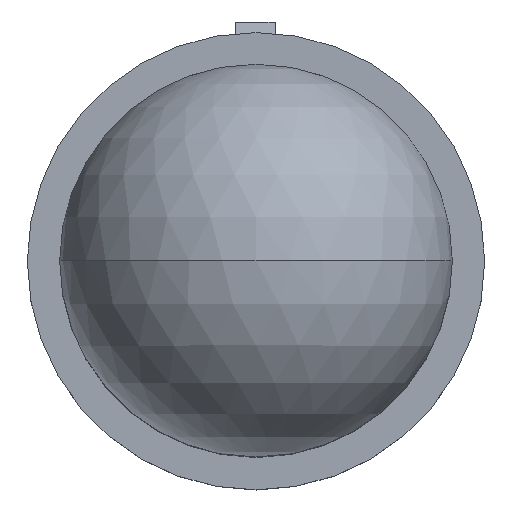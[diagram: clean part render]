
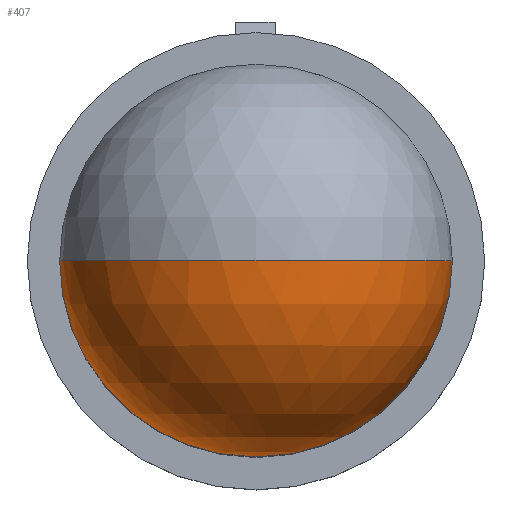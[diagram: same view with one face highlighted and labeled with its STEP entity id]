
A CAD part, top view. The second image highlights one B-rep face of the part: STEP entity #407.
In plain terms, the highlighted spherical face has radius 2.49 mm.
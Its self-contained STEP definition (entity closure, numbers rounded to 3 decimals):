
#1 = ORIENTED_EDGE ( 'NONE', *, *, #314, .T. ) ;
#296 = VERTEX_POINT ( 'NONE', #853 ) ;
#297 = VERTEX_POINT ( 'NONE', #852 ) ;
#299 = EDGE_CURVE ( 'NONE', #296, #300, #851, .T. ) ;
#300 = VERTEX_POINT ( 'NONE', #846 ) ;
#314 = EDGE_CURVE ( 'NONE', #297, #300, #797, .T. ) ;
#323 = EDGE_CURVE ( 'NONE', #297, #296, #1061, .T. ) ;
#356 = ORIENTED_EDGE ( 'NONE', *, *, #323, .F. ) ;
#406 = ORIENTED_EDGE ( 'NONE', *, *, #299, .F. ) ;
#407 = ADVANCED_FACE ( 'NONE', ( #1033 ), #1087, .T. ) ;
#408 = EDGE_LOOP ( 'NONE', ( #406, #356, #1 ) ) ;
#793 = DIRECTION ( 'NONE',  ( 0., 0., -1. ) ) ;
#794 = DIRECTION ( 'NONE',  ( 0., -1., 0. ) ) ;
#795 = CARTESIAN_POINT ( 'NONE',  ( 0., 0., 4.51 ) ) ;
#796 = AXIS2_PLACEMENT_3D ( 'NONE', #795, #794, #793 ) ;
#797 = CIRCLE ( 'NONE', #796, 2.49 ) ;
#846 = CARTESIAN_POINT ( 'NONE',  ( 0., 0., 7. ) ) ;
#847 = DIRECTION ( 'NONE',  ( -1., 0., 0. ) ) ;
#848 = DIRECTION ( 'NONE',  ( 0., 1., 0. ) ) ;
#849 = CARTESIAN_POINT ( 'NONE',  ( 0., 0., 4.51 ) ) ;
#850 = AXIS2_PLACEMENT_3D ( 'NONE', #849, #848, #847 ) ;
#851 = CIRCLE ( 'NONE', #850, 2.49 ) ;
#852 = CARTESIAN_POINT ( 'NONE',  ( 2.49, 0., 4.51 ) ) ;
#853 = CARTESIAN_POINT ( 'NONE',  ( -2.49, 0., 4.51 ) ) ;
#992 = CARTESIAN_POINT ( 'NONE',  ( 0., 0., 4.51 ) ) ;
#1033 = FACE_OUTER_BOUND ( 'NONE', #408, .T. ) ;
#1057 = DIRECTION ( 'NONE',  ( -1., 0., 0. ) ) ;
#1058 = DIRECTION ( 'NONE',  ( 0., 0., -1. ) ) ;
#1059 = CARTESIAN_POINT ( 'NONE',  ( 0., 0., 4.51 ) ) ;
#1060 = AXIS2_PLACEMENT_3D ( 'NONE', #1059, #1058, #1057 ) ;
#1061 = CIRCLE ( 'NONE', #1060, 2.49 ) ;
#1084 = DIRECTION ( 'NONE',  ( 1., 0., 0. ) ) ;
#1085 = DIRECTION ( 'NONE',  ( 0., 1., 0. ) ) ;
#1086 = AXIS2_PLACEMENT_3D ( 'NONE', #992, #1085, #1084 ) ;
#1087 = SPHERICAL_SURFACE ( 'NONE', #1086, 2.49 ) ;
